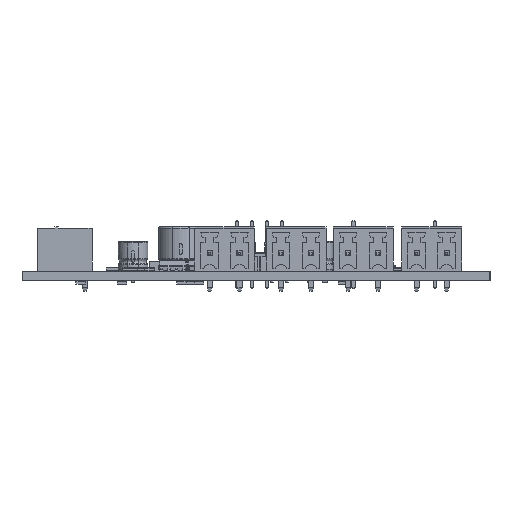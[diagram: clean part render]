
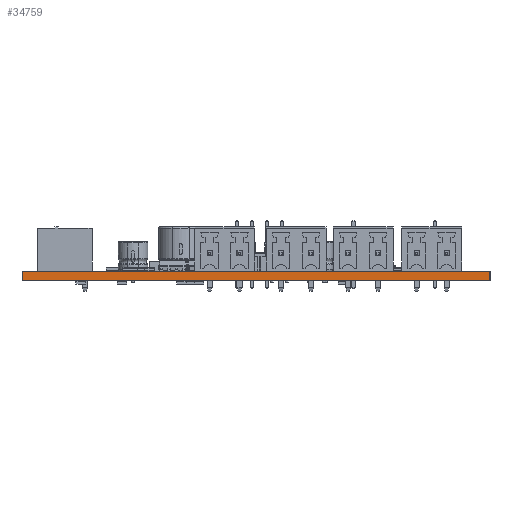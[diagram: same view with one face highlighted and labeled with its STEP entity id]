
A CAD part, left-side view. The second image highlights one B-rep face of the part: STEP entity #34759.
In plain terms, the highlighted planar face has unit normal (-1, 0, 0).
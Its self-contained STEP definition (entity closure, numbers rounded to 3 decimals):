
#34703 = VERTEX_POINT('',#34704);
#34704 = CARTESIAN_POINT('',(73.959,-105.07,1.6));
#34710 = EDGE_CURVE('',#34711,#34703,#34713,.T.);
#34711 = VERTEX_POINT('',#34712);
#34712 = CARTESIAN_POINT('',(73.959,-105.07,0.));
#34713 = LINE('',#34714,#34715);
#34714 = CARTESIAN_POINT('',(73.959,-105.07,0.));
#34715 = VECTOR('',#34716,1.);
#34716 = DIRECTION('',(0.,0.,1.));
#34759 = ADVANCED_FACE('',(#34760),#34785,.T.);
#34760 = FACE_BOUND('',#34761,.T.);
#34761 = EDGE_LOOP('',(#34762,#34763,#34771,#34779));
#34762 = ORIENTED_EDGE('',*,*,#34710,.T.);
#34763 = ORIENTED_EDGE('',*,*,#34764,.T.);
#34764 = EDGE_CURVE('',#34703,#34765,#34767,.T.);
#34765 = VERTEX_POINT('',#34766);
#34766 = CARTESIAN_POINT('',(73.959,-25.789,1.6));
#34767 = LINE('',#34768,#34769);
#34768 = CARTESIAN_POINT('',(73.959,-105.07,1.6));
#34769 = VECTOR('',#34770,1.);
#34770 = DIRECTION('',(0.,1.,0.));
#34771 = ORIENTED_EDGE('',*,*,#34772,.F.);
#34772 = EDGE_CURVE('',#34773,#34765,#34775,.T.);
#34773 = VERTEX_POINT('',#34774);
#34774 = CARTESIAN_POINT('',(73.959,-25.789,0.));
#34775 = LINE('',#34776,#34777);
#34776 = CARTESIAN_POINT('',(73.959,-25.789,0.));
#34777 = VECTOR('',#34778,1.);
#34778 = DIRECTION('',(0.,0.,1.));
#34779 = ORIENTED_EDGE('',*,*,#34780,.F.);
#34780 = EDGE_CURVE('',#34711,#34773,#34781,.T.);
#34781 = LINE('',#34782,#34783);
#34782 = CARTESIAN_POINT('',(73.959,-105.07,0.));
#34783 = VECTOR('',#34784,1.);
#34784 = DIRECTION('',(0.,1.,0.));
#34785 = PLANE('',#34786);
#34786 = AXIS2_PLACEMENT_3D('',#34787,#34788,#34789);
#34787 = CARTESIAN_POINT('',(73.959,-105.07,0.));
#34788 = DIRECTION('',(-1.,0.,0.));
#34789 = DIRECTION('',(0.,1.,0.));
